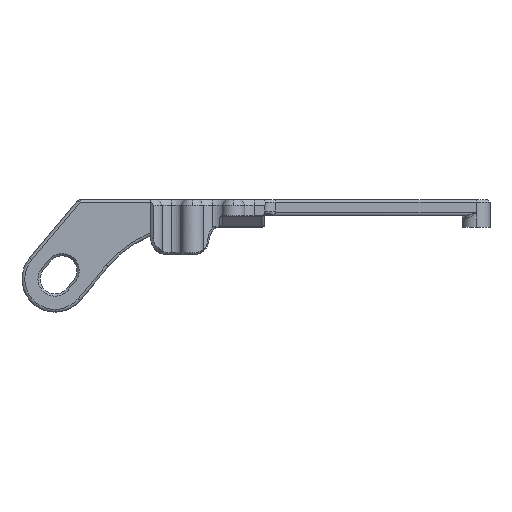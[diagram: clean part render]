
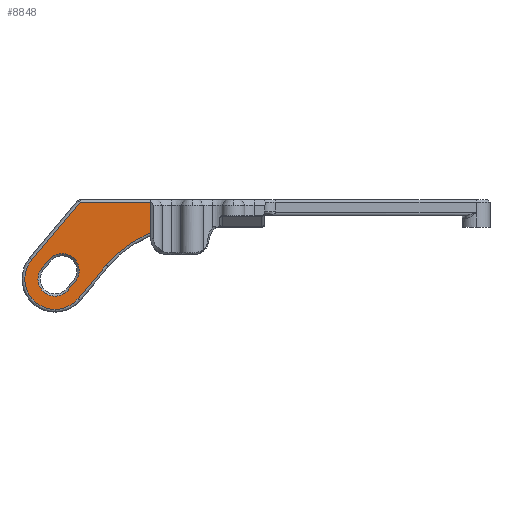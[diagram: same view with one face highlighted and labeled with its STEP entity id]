
A CAD part, left-side view. The second image highlights one B-rep face of the part: STEP entity #8848.
In plain terms, the highlighted planar face has unit normal (-1, 0, 0).
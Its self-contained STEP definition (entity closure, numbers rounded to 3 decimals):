
#179 = EDGE_LOOP ( 'NONE', ( #2464, #12299, #6232, #4217, #9235 ) ) ;
#180 = EDGE_CURVE ( 'NONE', #2630, #2857, #9260, .T. ) ;
#378 = CARTESIAN_POINT ( 'NONE',  ( 79.142, -28.705, 11.823 ) ) ;
#747 = EDGE_CURVE ( 'NONE', #1628, #897, #12078, .T. ) ;
#752 = CIRCLE ( 'NONE', #6306, 3.1 ) ;
#807 = CIRCLE ( 'NONE', #5852, 5.5 ) ;
#812 = DIRECTION ( 'NONE',  ( 0., 0.643, -0.766 ) ) ;
#897 = VERTEX_POINT ( 'NONE', #12606 ) ;
#1297 = EDGE_LOOP ( 'NONE', ( #2584, #12803, #13455, #6979, #9417, #13265, #12547 ) ) ;
#1494 = AXIS2_PLACEMENT_3D ( 'NONE', #3244, #11441, #15361 ) ;
#1565 = DIRECTION ( 'NONE',  ( 1., 0., 0. ) ) ;
#1628 = VERTEX_POINT ( 'NONE', #12861 ) ;
#1641 = DIRECTION ( 'NONE',  ( 0., 0., 1. ) ) ;
#2046 = EDGE_CURVE ( 'NONE', #11862, #13182, #752, .T. ) ;
#2464 = ORIENTED_EDGE ( 'NONE', *, *, #13487, .T. ) ;
#2550 = DIRECTION ( 'NONE',  ( 1., 0., 0. ) ) ;
#2584 = ORIENTED_EDGE ( 'NONE', *, *, #13304, .T. ) ;
#2588 = CARTESIAN_POINT ( 'NONE',  ( 79.142, -40.419, 12.404 ) ) ;
#2630 = VERTEX_POINT ( 'NONE', #2588 ) ;
#2857 = VERTEX_POINT ( 'NONE', #5334 ) ;
#2997 = EDGE_CURVE ( 'NONE', #11161, #1628, #13671, .T. ) ;
#3142 = CIRCLE ( 'NONE', #12951, 20.5 ) ;
#3244 = CARTESIAN_POINT ( 'NONE',  ( 79.142, -38.044, 14.396 ) ) ;
#3835 = AXIS2_PLACEMENT_3D ( 'NONE', #7753, #14827, #9949 ) ;
#3884 = DIRECTION ( 'NONE',  ( 1., 0., 0. ) ) ;
#4176 = AXIS2_PLACEMENT_3D ( 'NONE', #8526, #2550, #5940 ) ;
#4217 = ORIENTED_EDGE ( 'NONE', *, *, #11829, .T. ) ;
#4623 = DIRECTION ( 'NONE',  ( 0., 0.643, -0.766 ) ) ;
#4734 = CARTESIAN_POINT ( 'NONE',  ( 79.142, -35.669, 16.389 ) ) ;
#4999 = DIRECTION ( 'NONE',  ( 1., 0., 0. ) ) ;
#5080 = VECTOR ( 'NONE', #8440, 1000. ) ;
#5190 = VERTEX_POINT ( 'NONE', #6963 ) ;
#5226 = CARTESIAN_POINT ( 'NONE',  ( 79.142, -35.669, 16.389 ) ) ;
#5334 = CARTESIAN_POINT ( 'NONE',  ( 79.142, -39.133, 10.872 ) ) ;
#5760 = CARTESIAN_POINT ( 'NONE',  ( 79.142, -18.625, 0.4 ) ) ;
#5852 = AXIS2_PLACEMENT_3D ( 'NONE', #15075, #14927, #7929 ) ;
#5940 = DIRECTION ( 'NONE',  ( 0., 0., 1. ) ) ;
#6183 = CIRCLE ( 'NONE', #12967, 3.1 ) ;
#6232 = ORIENTED_EDGE ( 'NONE', *, *, #7630, .T. ) ;
#6306 = AXIS2_PLACEMENT_3D ( 'NONE', #13477, #1565, #1641 ) ;
#6963 = CARTESIAN_POINT ( 'NONE',  ( 79.142, -18.625, 5.287 ) ) ;
#6979 = ORIENTED_EDGE ( 'NONE', *, *, #747, .T. ) ;
#7011 = CARTESIAN_POINT ( 'NONE',  ( 79.142, -33.831, 17.932 ) ) ;
#7039 = CARTESIAN_POINT ( 'NONE',  ( 79.142, -18.625, 20.396 ) ) ;
#7430 = VERTEX_POINT ( 'NONE', #5226 ) ;
#7447 = DIRECTION ( 'NONE',  ( 0., 0., 1. ) ) ;
#7523 = VERTEX_POINT ( 'NONE', #5760 ) ;
#7579 = DIRECTION ( 'NONE',  ( 0., 0., 1. ) ) ;
#7630 = EDGE_CURVE ( 'NONE', #13182, #7430, #12156, .T. ) ;
#7753 = CARTESIAN_POINT ( 'NONE',  ( 79.142, 40.875, 20.396 ) ) ;
#7761 = CARTESIAN_POINT ( 'NONE',  ( 79.142, -12.604, -24.478 ) ) ;
#7929 = DIRECTION ( 'NONE',  ( 0., 0., 1. ) ) ;
#7951 = VERTEX_POINT ( 'NONE', #7011 ) ;
#7958 = CIRCLE ( 'NONE', #4176, 3.1 ) ;
#7982 = EDGE_CURVE ( 'NONE', #7523, #11161, #9434, .T. ) ;
#8254 = VERTEX_POINT ( 'NONE', #378 ) ;
#8440 = DIRECTION ( 'NONE',  ( 0., -0.643, 0.766 ) ) ;
#8526 = CARTESIAN_POINT ( 'NONE',  ( 79.142, -36.758, 12.864 ) ) ;
#8788 = VECTOR ( 'NONE', #4623, 1000. ) ;
#8848 = ADVANCED_FACE ( 'NONE', ( #10246, #13664 ), #9277, .F. ) ;
#9235 = ORIENTED_EDGE ( 'NONE', *, *, #180, .T. ) ;
#9260 = LINE ( 'NONE', #10673, #8788 ) ;
#9277 = PLANE ( 'NONE',  #3835 ) ;
#9417 = ORIENTED_EDGE ( 'NONE', *, *, #9526, .T. ) ;
#9434 = LINE ( 'NONE', #11810, #10336 ) ;
#9526 = EDGE_CURVE ( 'NONE', #897, #7951, #807, .T. ) ;
#9949 = DIRECTION ( 'NONE',  ( 0., 0., 1. ) ) ;
#10246 = FACE_BOUND ( 'NONE', #179, .T. ) ;
#10336 = VECTOR ( 'NONE', #13078, 1000. ) ;
#10638 = DIRECTION ( 'NONE',  ( 0., 0., -1. ) ) ;
#10673 = CARTESIAN_POINT ( 'NONE',  ( 79.142, -39.133, 10.872 ) ) ;
#11161 = VERTEX_POINT ( 'NONE', #12094 ) ;
#11195 = CARTESIAN_POINT ( 'NONE',  ( 79.142, -38.044, 14.396 ) ) ;
#11226 = DIRECTION ( 'NONE',  ( 0., -0.643, 0.766 ) ) ;
#11282 = CARTESIAN_POINT ( 'NONE',  ( 79.142, -13.001, 25. ) ) ;
#11353 = EDGE_CURVE ( 'NONE', #8254, #5190, #3142, .T. ) ;
#11441 = DIRECTION ( 'NONE',  ( -1., 0., 0. ) ) ;
#11460 = VECTOR ( 'NONE', #10638, 1000. ) ;
#11606 = CARTESIAN_POINT ( 'NONE',  ( 79.142, -4.178, -17.407 ) ) ;
#11810 = CARTESIAN_POINT ( 'NONE',  ( 79.142, 40.875, 0.4 ) ) ;
#11829 = EDGE_CURVE ( 'NONE', #7430, #2630, #6183, .T. ) ;
#11862 = VERTEX_POINT ( 'NONE', #12384 ) ;
#12078 = CIRCLE ( 'NONE', #1494, 5.5 ) ;
#12094 = CARTESIAN_POINT ( 'NONE',  ( 79.142, -33.479, 0.4 ) ) ;
#12156 = LINE ( 'NONE', #4734, #5080 ) ;
#12299 = ORIENTED_EDGE ( 'NONE', *, *, #2046, .T. ) ;
#12384 = CARTESIAN_POINT ( 'NONE',  ( 79.142, -36.758, 9.764 ) ) ;
#12547 = ORIENTED_EDGE ( 'NONE', *, *, #11353, .T. ) ;
#12602 = VECTOR ( 'NONE', #11226, 1000. ) ;
#12606 = CARTESIAN_POINT ( 'NONE',  ( 79.142, -38.044, 19.896 ) ) ;
#12803 = ORIENTED_EDGE ( 'NONE', *, *, #7982, .T. ) ;
#12861 = CARTESIAN_POINT ( 'NONE',  ( 79.142, -42.257, 10.861 ) ) ;
#12951 = AXIS2_PLACEMENT_3D ( 'NONE', #11282, #4999, #7447 ) ;
#12967 = AXIS2_PLACEMENT_3D ( 'NONE', #11195, #3884, #7579 ) ;
#13078 = DIRECTION ( 'NONE',  ( 0., -1., 0. ) ) ;
#13182 = VERTEX_POINT ( 'NONE', #15022 ) ;
#13265 = ORIENTED_EDGE ( 'NONE', *, *, #15382, .T. ) ;
#13304 = EDGE_CURVE ( 'NONE', #5190, #7523, #15368, .T. ) ;
#13455 = ORIENTED_EDGE ( 'NONE', *, *, #2997, .T. ) ;
#13477 = CARTESIAN_POINT ( 'NONE',  ( 79.142, -36.758, 12.864 ) ) ;
#13487 = EDGE_CURVE ( 'NONE', #2857, #11862, #7958, .T. ) ;
#13664 = FACE_OUTER_BOUND ( 'NONE', #1297, .T. ) ;
#13671 = LINE ( 'NONE', #7761, #12602 ) ;
#13974 = LINE ( 'NONE', #11606, #15287 ) ;
#14827 = DIRECTION ( 'NONE',  ( 1., 0., 0. ) ) ;
#14927 = DIRECTION ( 'NONE',  ( -1., 0., 0. ) ) ;
#15022 = CARTESIAN_POINT ( 'NONE',  ( 79.142, -34.384, 14.857 ) ) ;
#15075 = CARTESIAN_POINT ( 'NONE',  ( 79.142, -38.044, 14.396 ) ) ;
#15287 = VECTOR ( 'NONE', #812, 1000. ) ;
#15361 = DIRECTION ( 'NONE',  ( 0., 0., 1. ) ) ;
#15368 = LINE ( 'NONE', #7039, #11460 ) ;
#15382 = EDGE_CURVE ( 'NONE', #7951, #8254, #13974, .T. ) ;
